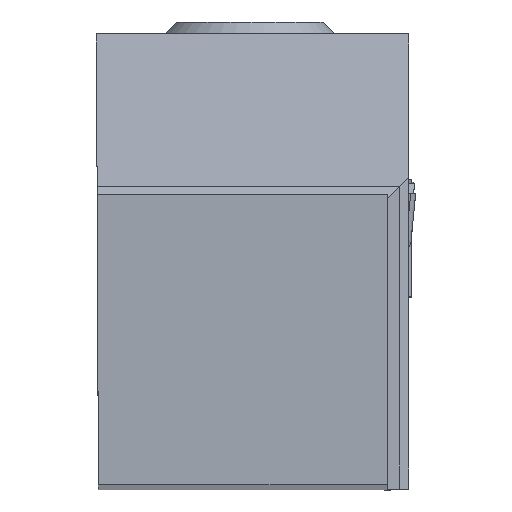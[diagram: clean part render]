
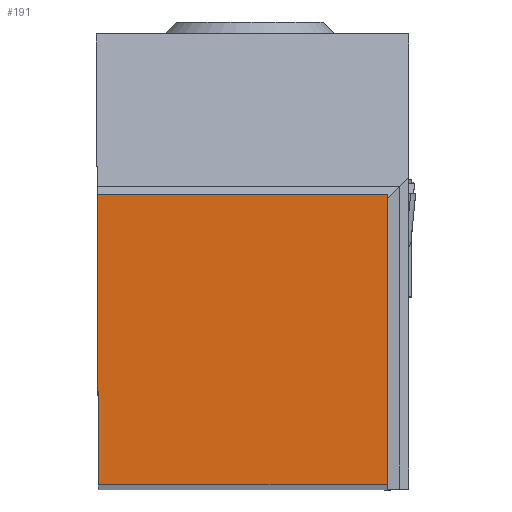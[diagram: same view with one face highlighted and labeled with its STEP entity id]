
A CAD part, top view. The second image highlights one B-rep face of the part: STEP entity #191.
In plain terms, the highlighted planar face has unit normal (0, 0, 1).
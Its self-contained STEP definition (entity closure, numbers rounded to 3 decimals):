
#191=ADVANCED_FACE('BLANK_BOXF006',(#314),#243,.F.);
#243=PLANE('',#1631);
#314=FACE_OUTER_BOUND('',#389,.T.);
#389=EDGE_LOOP('',(#717,#718,#719,#720));
#717=ORIENTED_EDGE('',*,*,#1120,.T.);
#718=ORIENTED_EDGE('',*,*,#1121,.T.);
#719=ORIENTED_EDGE('',*,*,#1122,.T.);
#720=ORIENTED_EDGE('',*,*,#1116,.T.);
#932=VERTEX_POINT('',#2839);
#933=VERTEX_POINT('',#2841);
#936=VERTEX_POINT('',#2849);
#937=VERTEX_POINT('',#2851);
#1116=EDGE_CURVE('',#933,#932,#1267,.T.);
#1120=EDGE_CURVE('',#932,#936,#1270,.T.);
#1121=EDGE_CURVE('',#936,#937,#1271,.T.);
#1122=EDGE_CURVE('',#937,#933,#1272,.T.);
#1267=LINE('',#2840,#1430);
#1270=LINE('',#2848,#1433);
#1271=LINE('',#2850,#1434);
#1272=LINE('',#2852,#1435);
#1430=VECTOR('',#1895,1.);
#1433=VECTOR('',#1902,1.);
#1434=VECTOR('',#1903,1.);
#1435=VECTOR('',#1904,1.);
#1631=AXIS2_PLACEMENT_3D('',#2853,#1905,#1906);
#1895=DIRECTION('',(1.,0.,0.));
#1902=DIRECTION('',(0.,1.,0.));
#1903=DIRECTION('',(-1.,0.,0.));
#1904=DIRECTION('',(0.004,-1.,0.));
#1905=DIRECTION('',(0.,0.,-1.));
#1906=DIRECTION('',(0.,-1.,0.));
#2839=CARTESIAN_POINT('',(11.875,0.,0.));
#2840=CARTESIAN_POINT('',(-125.65,0.,0.));
#2841=CARTESIAN_POINT('',(0.052,0.,0.));
#2848=CARTESIAN_POINT('',(11.875,-125.65,0.));
#2849=CARTESIAN_POINT('',(11.875,11.875,0.));
#2850=CARTESIAN_POINT('',(125.65,11.875,0.));
#2851=CARTESIAN_POINT('',(0.,11.875,0.));
#2852=CARTESIAN_POINT('',(-0.496,125.649,0.));
#2853=CARTESIAN_POINT('',(12.75,-5.,0.));
